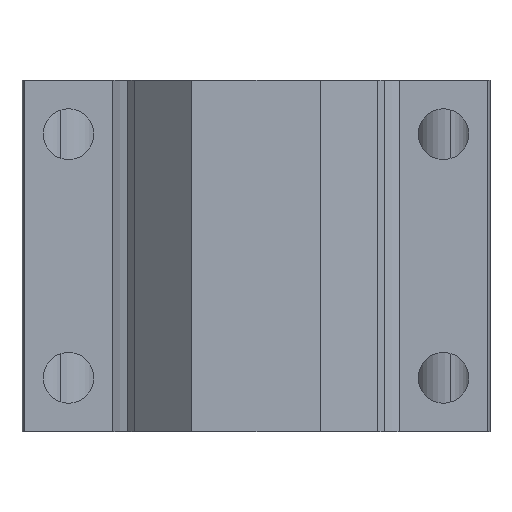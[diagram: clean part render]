
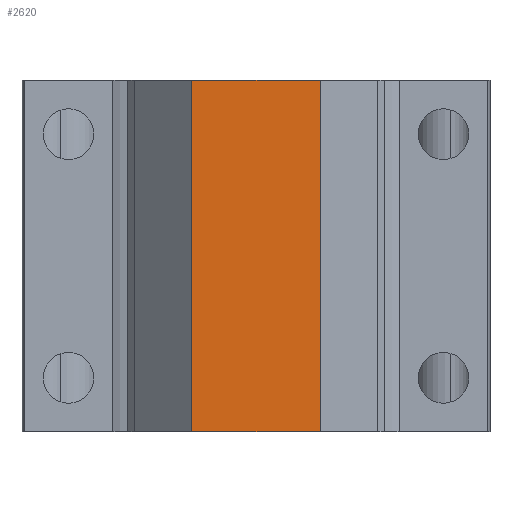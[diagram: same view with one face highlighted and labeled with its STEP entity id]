
A CAD part, front view. The second image highlights one B-rep face of the part: STEP entity #2620.
In plain terms, the highlighted planar face has unit normal (0, -1, 0).
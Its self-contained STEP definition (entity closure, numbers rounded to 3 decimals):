
#66 = PLANE('',#67);
#67 = AXIS2_PLACEMENT_3D('',#68,#69,#70);
#68 = CARTESIAN_POINT('',(12.5,-1.2,0.));
#69 = DIRECTION('',(0.,0.,1.));
#70 = DIRECTION('',(1.,0.,-0.));
#463 = PLANE('',#464);
#464 = AXIS2_PLACEMENT_3D('',#465,#466,#467);
#465 = CARTESIAN_POINT('',(12.5,-1.2,36.));
#466 = DIRECTION('',(0.,0.,-1.));
#467 = DIRECTION('',(-1.,0.,-0.));
#2533 = PLANE('',#2534);
#2534 = AXIS2_PLACEMENT_3D('',#2535,#2536,#2537);
#2535 = CARTESIAN_POINT('',(9.55,-8.45,0.));
#2536 = DIRECTION('',(0.707,-0.707,0.));
#2537 = DIRECTION('',(0.,0.,1.));
#2549 = VERTEX_POINT('',#2550);
#2550 = CARTESIAN_POINT('',(6.6,-11.4,0.));
#2573 = VERTEX_POINT('',#2574);
#2574 = CARTESIAN_POINT('',(6.6,-11.4,36.));
#2595 = EDGE_CURVE('',#2549,#2573,#2596,.T.);
#2596 = SURFACE_CURVE('',#2597,(#2601,#2608),.PCURVE_S1.);
#2597 = LINE('',#2598,#2599);
#2598 = CARTESIAN_POINT('',(6.6,-11.4,0.));
#2599 = VECTOR('',#2600,1.);
#2600 = DIRECTION('',(0.,0.,1.));
#2601 = PCURVE('',#2533,#2602);
#2602 = DEFINITIONAL_REPRESENTATION('',(#2603),#2607);
#2603 = LINE('',#2604,#2605);
#2604 = CARTESIAN_POINT('',(0.,4.172));
#2605 = VECTOR('',#2606,1.);
#2606 = DIRECTION('',(1.,0.));
#2607 = ( GEOMETRIC_REPRESENTATION_CONTEXT(2) 
PARAMETRIC_REPRESENTATION_CONTEXT() REPRESENTATION_CONTEXT('2D SPACE',''
  ) );
#2608 = PCURVE('',#2609,#2614);
#2609 = PLANE('',#2610);
#2610 = AXIS2_PLACEMENT_3D('',#2611,#2612,#2613);
#2611 = CARTESIAN_POINT('',(12.5,-11.4,0.));
#2612 = DIRECTION('',(0.,-1.,0.));
#2613 = DIRECTION('',(-1.,0.,0.));
#2614 = DEFINITIONAL_REPRESENTATION('',(#2615),#2619);
#2615 = LINE('',#2616,#2617);
#2616 = CARTESIAN_POINT('',(5.9,0.));
#2617 = VECTOR('',#2618,1.);
#2618 = DIRECTION('',(0.,-1.));
#2619 = ( GEOMETRIC_REPRESENTATION_CONTEXT(2) 
PARAMETRIC_REPRESENTATION_CONTEXT() REPRESENTATION_CONTEXT('2D SPACE',''
  ) );
#2620 = ADVANCED_FACE('',(#2621),#2609,.T.);
#2621 = FACE_BOUND('',#2622,.T.);
#2622 = EDGE_LOOP('',(#2623,#2646,#2647,#2670));
#2623 = ORIENTED_EDGE('',*,*,#2624,.F.);
#2624 = EDGE_CURVE('',#2549,#2625,#2627,.T.);
#2625 = VERTEX_POINT('',#2626);
#2626 = CARTESIAN_POINT('',(-6.6,-11.4,0.));
#2627 = SURFACE_CURVE('',#2628,(#2632,#2639),.PCURVE_S1.);
#2628 = LINE('',#2629,#2630);
#2629 = CARTESIAN_POINT('',(12.5,-11.4,0.));
#2630 = VECTOR('',#2631,1.);
#2631 = DIRECTION('',(-1.,0.,0.));
#2632 = PCURVE('',#2609,#2633);
#2633 = DEFINITIONAL_REPRESENTATION('',(#2634),#2638);
#2634 = LINE('',#2635,#2636);
#2635 = CARTESIAN_POINT('',(0.,-0.));
#2636 = VECTOR('',#2637,1.);
#2637 = DIRECTION('',(1.,0.));
#2638 = ( GEOMETRIC_REPRESENTATION_CONTEXT(2) 
PARAMETRIC_REPRESENTATION_CONTEXT() REPRESENTATION_CONTEXT('2D SPACE',''
  ) );
#2639 = PCURVE('',#66,#2640);
#2640 = DEFINITIONAL_REPRESENTATION('',(#2641),#2645);
#2641 = LINE('',#2642,#2643);
#2642 = CARTESIAN_POINT('',(0.,-10.2));
#2643 = VECTOR('',#2644,1.);
#2644 = DIRECTION('',(-1.,0.));
#2645 = ( GEOMETRIC_REPRESENTATION_CONTEXT(2) 
PARAMETRIC_REPRESENTATION_CONTEXT() REPRESENTATION_CONTEXT('2D SPACE',''
  ) );
#2646 = ORIENTED_EDGE('',*,*,#2595,.T.);
#2647 = ORIENTED_EDGE('',*,*,#2648,.T.);
#2648 = EDGE_CURVE('',#2573,#2649,#2651,.T.);
#2649 = VERTEX_POINT('',#2650);
#2650 = CARTESIAN_POINT('',(-6.6,-11.4,36.));
#2651 = SURFACE_CURVE('',#2652,(#2656,#2663),.PCURVE_S1.);
#2652 = LINE('',#2653,#2654);
#2653 = CARTESIAN_POINT('',(12.5,-11.4,36.));
#2654 = VECTOR('',#2655,1.);
#2655 = DIRECTION('',(-1.,0.,0.));
#2656 = PCURVE('',#2609,#2657);
#2657 = DEFINITIONAL_REPRESENTATION('',(#2658),#2662);
#2658 = LINE('',#2659,#2660);
#2659 = CARTESIAN_POINT('',(0.,-36.));
#2660 = VECTOR('',#2661,1.);
#2661 = DIRECTION('',(1.,0.));
#2662 = ( GEOMETRIC_REPRESENTATION_CONTEXT(2) 
PARAMETRIC_REPRESENTATION_CONTEXT() REPRESENTATION_CONTEXT('2D SPACE',''
  ) );
#2663 = PCURVE('',#463,#2664);
#2664 = DEFINITIONAL_REPRESENTATION('',(#2665),#2669);
#2665 = LINE('',#2666,#2667);
#2666 = CARTESIAN_POINT('',(-0.,-10.2));
#2667 = VECTOR('',#2668,1.);
#2668 = DIRECTION('',(1.,0.));
#2669 = ( GEOMETRIC_REPRESENTATION_CONTEXT(2) 
PARAMETRIC_REPRESENTATION_CONTEXT() REPRESENTATION_CONTEXT('2D SPACE',''
  ) );
#2670 = ORIENTED_EDGE('',*,*,#2671,.F.);
#2671 = EDGE_CURVE('',#2625,#2649,#2672,.T.);
#2672 = SURFACE_CURVE('',#2673,(#2677,#2684),.PCURVE_S1.);
#2673 = LINE('',#2674,#2675);
#2674 = CARTESIAN_POINT('',(-6.6,-11.4,0.));
#2675 = VECTOR('',#2676,1.);
#2676 = DIRECTION('',(0.,0.,1.));
#2677 = PCURVE('',#2609,#2678);
#2678 = DEFINITIONAL_REPRESENTATION('',(#2679),#2683);
#2679 = LINE('',#2680,#2681);
#2680 = CARTESIAN_POINT('',(19.1,0.));
#2681 = VECTOR('',#2682,1.);
#2682 = DIRECTION('',(0.,-1.));
#2683 = ( GEOMETRIC_REPRESENTATION_CONTEXT(2) 
PARAMETRIC_REPRESENTATION_CONTEXT() REPRESENTATION_CONTEXT('2D SPACE',''
  ) );
#2684 = PCURVE('',#2685,#2690);
#2685 = PLANE('',#2686);
#2686 = AXIS2_PLACEMENT_3D('',#2687,#2688,#2689);
#2687 = CARTESIAN_POINT('',(-9.55,-8.45,0.));
#2688 = DIRECTION('',(-0.707,-0.707,0.));
#2689 = DIRECTION('',(0.,0.,1.));
#2690 = DEFINITIONAL_REPRESENTATION('',(#2691),#2695);
#2691 = LINE('',#2692,#2693);
#2692 = CARTESIAN_POINT('',(0.,-4.172));
#2693 = VECTOR('',#2694,1.);
#2694 = DIRECTION('',(1.,0.));
#2695 = ( GEOMETRIC_REPRESENTATION_CONTEXT(2) 
PARAMETRIC_REPRESENTATION_CONTEXT() REPRESENTATION_CONTEXT('2D SPACE',''
  ) );
